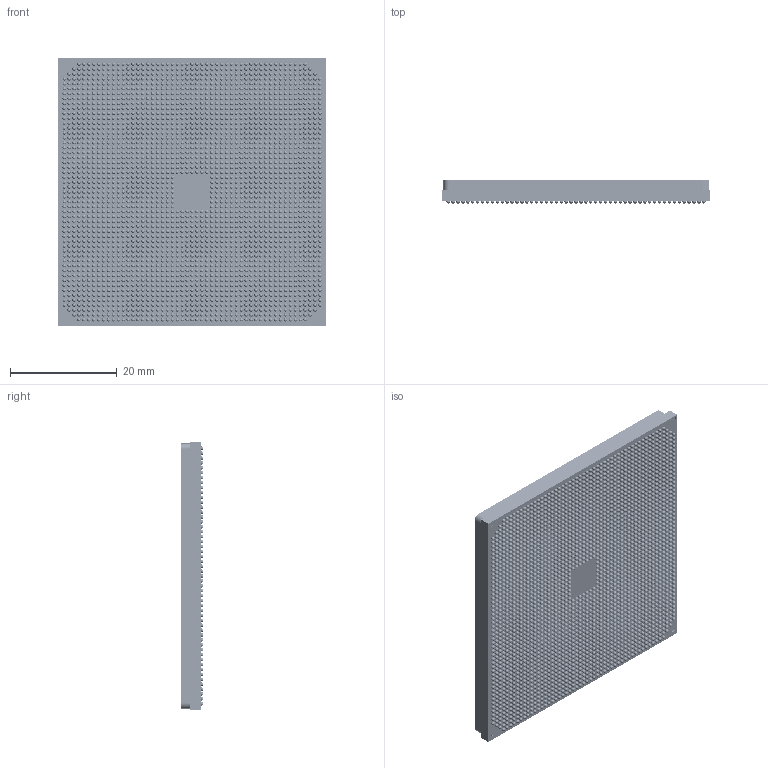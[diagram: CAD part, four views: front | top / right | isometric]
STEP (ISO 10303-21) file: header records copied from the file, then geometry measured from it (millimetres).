
FILE_DESCRIPTION((''),'2;1');
FILE_NAME('OBG0304_VC1702-VSVA2785_ASM','2021-11-10T',('Administrator'),(''),'PRO/ENGINEER BY PARAMETRIC TECHNOLOGY CORPORATION, 2017170','PRO/ENGINEER BY PARAMETRIC TECHNOLOGY CORPORATION, 2017170','');
FILE_SCHEMA(('CONFIG_CONTROL_DESIGN'));
Length unit declared in the file: millimetre
Products named in the file (8): SUBSTRATE_; ADHESIVE_; STIFENER_; LID; BGA; BGA_1; BGA_ASSY_ASM; OBG0304_VC1702-VSVA2785_ASM
Assembly tree (2741 placements, depth 3):
  OBG0304_VC1702-VSVA2785_ASM
    SUBSTRATE_
    ADHESIVE_
    STIFENER_
    LID
    BGA_ASSY_ASM
      BGA  x1391
      BGA_1  x1345
Bounding box: 50 x 4.28 x 50 mm (x, y, z)
Volume: 7526.7 mm3; surface area: 15043.7 mm2
Topology: 2740 solids, 2740 shells, 5603 faces, 16761 edges, 5698 vertices
Faces by surface type: sphere 5472, plane 81, cylinder 46, bspline 4
Entity records: 38173 total; most frequent: DIRECTION 11669, CARTESIAN_POINT 6434, AXIS2_PLACEMENT_3D 5712, PRODUCT_DEFINITION_SHAPE 2749, ITEM_DEFINED_TRANSFORMATION 2741, CONTEXT_DEPENDENT_SHAPE_REPRESENTATION 2741, NEXT_ASSEMBLY_USAGE_OCCURRENCE 2741, ORIENTED_EDGE 690
